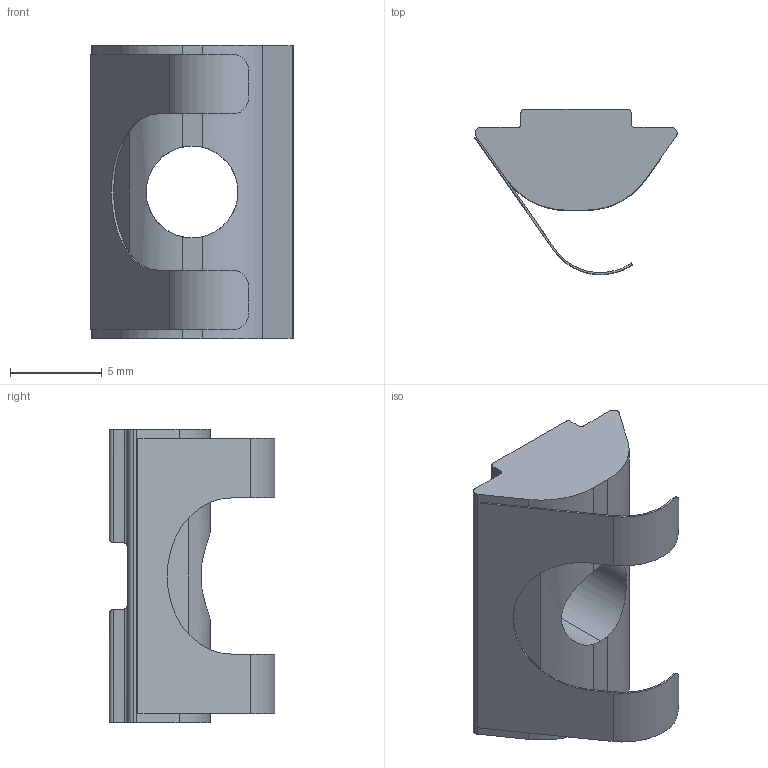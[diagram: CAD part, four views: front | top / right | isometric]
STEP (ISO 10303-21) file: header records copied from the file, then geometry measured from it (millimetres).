
FILE_DESCRIPTION (( 'STEP AP214' ), '1' );
FILE_NAME ('096286f.STEP', '2014-08-18T08:01:11', ( '' ), ( '' ), 'SwSTEP 2.0', 'SolidWorks 2014', '' );
FILE_SCHEMA (( 'AUTOMOTIVE_DESIGN' ));
Length unit declared in the file: millimetre
Products named in the file (1): 096286f
Bounding box: 11.01 x 9 x 16 mm (x, y, z)
Volume: 565.1 mm3; surface area: 701 mm2
Topology: 1 solids, 1 shells, 50 faces, 145 edges, 96 vertices
Faces by surface type: cylinder 26, plane 24
Entity records: 1869 total; most frequent: CARTESIAN_POINT 488, ORIENTED_EDGE 290, DIRECTION 267, EDGE_CURVE 145, VERTEX_POINT 96, AXIS2_PLACEMENT_3D 91, LINE 85, VECTOR 85
